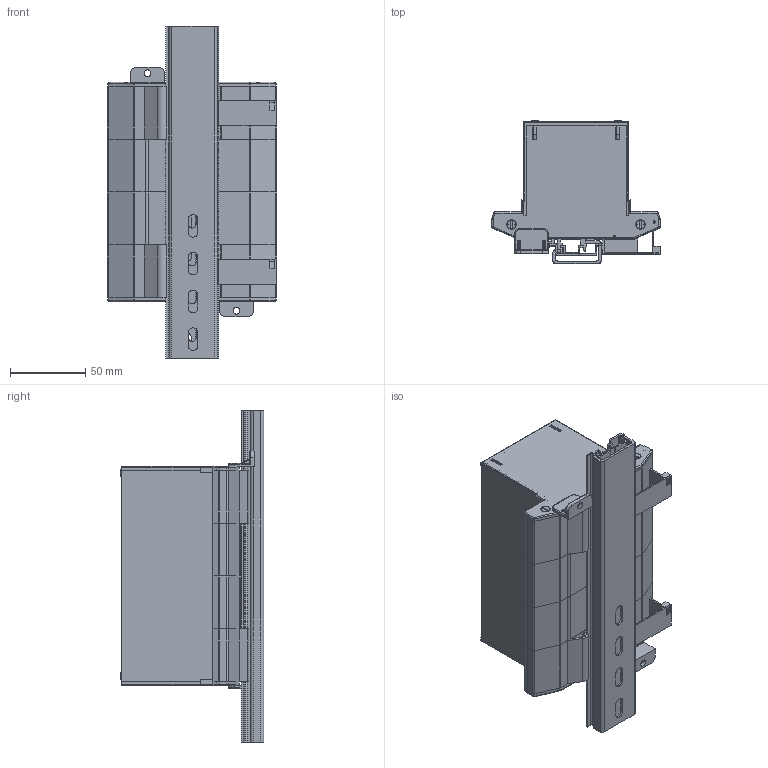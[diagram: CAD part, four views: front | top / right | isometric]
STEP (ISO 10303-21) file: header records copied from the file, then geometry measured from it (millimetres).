
FILE_DESCRIPTION (( 'STEP AP214' ), '1' );
FILE_NAME ('UEW-140.STEP', '2022-01-17T12:27:32', ( '' ), ( '' ), 'SwSTEP 2.0', 'SolidWorks 2017', '' );
FILE_SCHEMA (( 'AUTOMOTIVE_DESIGN' ));
Length unit declared in the file: millimetre
Products named in the file (43): High Bracket UBRH; End Plate Screw; Spacer Piece; Horizontal PCB UE-140; Top Cover Screw; Pin 140 Solid; Top cover 140; Foot Piece; Pin 140; Rail-G-140 Profile; Vertical PCB UE; Base PCB UEC 140; Rail-15-140; End Piece UE; Rail-35-140; UEW-140
Assembly tree (27 placements, depth 2):
  High Bracket UBRH
  End Plate Screw
  End Plate Screw
  Horizontal PCB UE-140
  Top Cover Screw
Bounding box: 112.5 x 95.08 x 220 mm (x, y, z)
Volume: 247882.1 mm3; surface area: 313385.5 mm2
Topology: 27 solids, 27 shells, 2106 faces, 5722 edges, 3708 vertices
Faces by surface type: plane 1200, cylinder 742, torus 92, cone 52, bspline 16, sphere 4
Entity records: 41265 total; most frequent: CARTESIAN_POINT 7258, DIRECTION 6934, ORIENTED_EDGE 6868, EDGE_CURVE 3434, LINE 2360, VECTOR 2360, AXIS2_PLACEMENT_3D 2287, VERTEX_POINT 2239
